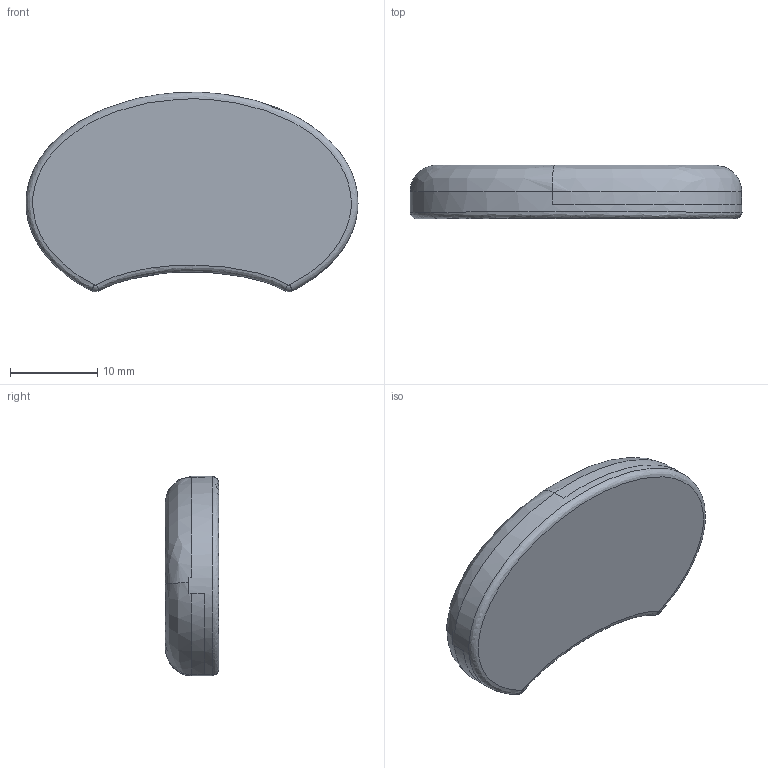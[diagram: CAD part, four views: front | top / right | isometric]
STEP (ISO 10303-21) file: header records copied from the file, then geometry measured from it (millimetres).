
FILE_DESCRIPTION(/* description */ ('Alibre Inc.'),/* implementation_level */ '2;1');
FILE_NAME(/* name */ 'export0',/* time_stamp */ '2015-08-03T10:30:01-04:00',/* author */ (''),/* organization */ (''),/* preprocessor_version */ 'ST-DEVELOPER v14',/* originating_system */ 'Alibre',/* authorisation */ '');
FILE_SCHEMA (('CONFIG_CONTROL_DESIGN'));
Length unit declared in the file: centimetre
Products named in the file (1): ID_1
Bounding box: 38.1 x 6.15 x 22.9 mm (x, y, z)
Volume: 3965.2 mm3; surface area: 1897.1 mm2
Topology: 1 solids, 1 shells, 36 faces, 118 edges, 77 vertices
Faces by surface type: plane 14, bspline 14, cylinder 4, torus 2, extrusion 2
Full cylindrical faces by diameter (mm): 2.667 x2
Entity records: 9796 total; most frequent: CARTESIAN_POINT 8947, ORIENTED_EDGE 212, EDGE_CURVE 106, B_SPLINE_CURVE_WITH_KNOTS 81, VERTEX_POINT 77, DIRECTION 60, EDGE_LOOP 41, FACE_BOUND 41
